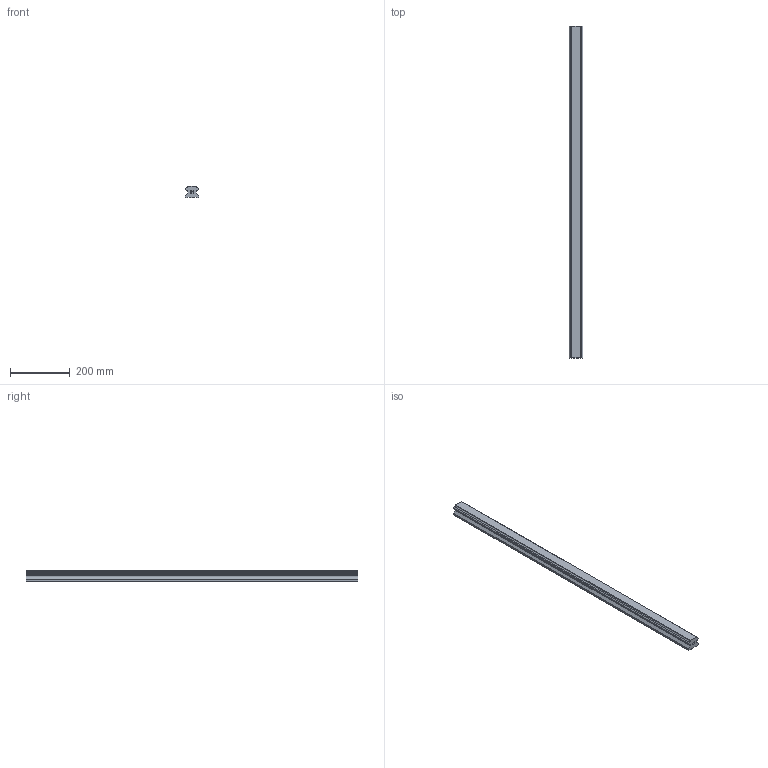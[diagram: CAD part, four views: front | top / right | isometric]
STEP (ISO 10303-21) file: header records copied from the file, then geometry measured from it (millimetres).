
FILE_DESCRIPTION(('STEP AP214'),'1');
FILE_NAME('cctmp_7273E162-CF66-4D54-8816-8EA73877FE60_2021_02_01_10_57_13_0752..stp','2021-02-01T09:57:13',('HIWIN GmbH'),('CADClick - www.CADClick.com'),'Spatial InterOp 3D',' ','unknown authorization');
FILE_SCHEMA(('AUTOMOTIVE_DESIGN'));
Length unit declared in the file: millimetre
Products named in the file (1): HGR45T1110C_FILE
Bounding box: 45 x 1110 x 38 mm (x, y, z)
Volume: 1553540.5 mm3; surface area: 203192.8 mm2
Topology: 1 solids, 1 shells, 141 faces, 383 edges, 237 vertices
Faces by surface type: plane 93, cylinder 26, cone 22
Entity records: 5371 total; most frequent: CARTESIAN_POINT 740, ORIENTED_EDGE 722, DIRECTION 697, EDGE_CURVE 361, LINE 309, VECTOR 309, VERTEX_POINT 237, AXIS2_PLACEMENT_3D 194
